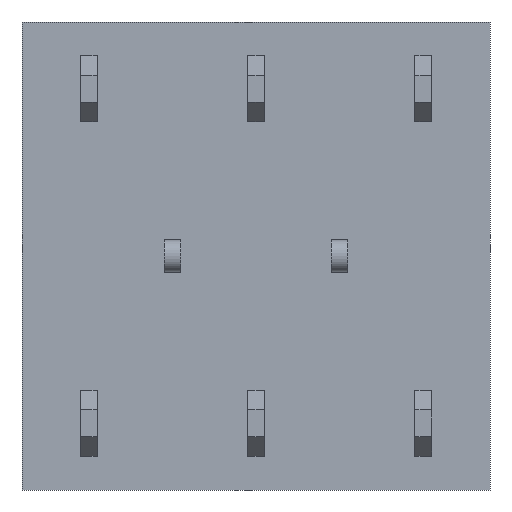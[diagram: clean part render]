
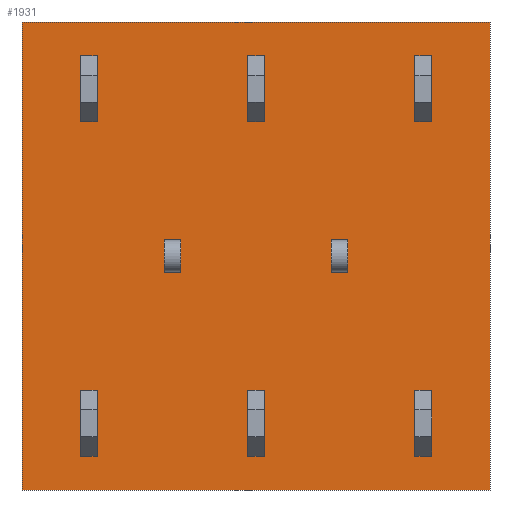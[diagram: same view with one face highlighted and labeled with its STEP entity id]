
A CAD part, front view. The second image highlights one B-rep face of the part: STEP entity #1931.
In plain terms, the highlighted planar face has unit normal (0, -1, 0).
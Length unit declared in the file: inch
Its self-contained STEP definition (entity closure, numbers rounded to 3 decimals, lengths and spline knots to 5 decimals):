
#16=FACE_BOUND('',#191,.T.);
#17=FACE_BOUND('',#192,.T.);
#18=FACE_BOUND('',#193,.T.);
#19=FACE_BOUND('',#194,.T.);
#20=FACE_BOUND('',#195,.T.);
#21=FACE_BOUND('',#196,.T.);
#22=FACE_BOUND('',#197,.T.);
#23=FACE_BOUND('',#198,.T.);
#92=FACE_OUTER_BOUND('',#190,.T.);
#190=EDGE_LOOP('',(#1278,#1279,#1280,#1281));
#191=EDGE_LOOP('',(#1282,#1283,#1284,#1285));
#192=EDGE_LOOP('',(#1286,#1287,#1288,#1289));
#193=EDGE_LOOP('',(#1290,#1291,#1292,#1293));
#194=EDGE_LOOP('',(#1294,#1295,#1296,#1297));
#195=EDGE_LOOP('',(#1298,#1299,#1300,#1301));
#196=EDGE_LOOP('',(#1302,#1303,#1304,#1305));
#197=EDGE_LOOP('',(#1306,#1307,#1308,#1309));
#198=EDGE_LOOP('',(#1310,#1311,#1312,#1313));
#294=LINE('',#2637,#530);
#298=LINE('',#2646,#534);
#309=LINE('',#2670,#545);
#314=LINE('',#2680,#550);
#331=LINE('',#2715,#567);
#332=LINE('',#2718,#568);
#333=LINE('',#2720,#569);
#334=LINE('',#2721,#570);
#335=LINE('',#2724,#571);
#336=LINE('',#2726,#572);
#337=LINE('',#2728,#573);
#338=LINE('',#2729,#574);
#339=LINE('',#2732,#575);
#340=LINE('',#2734,#576);
#341=LINE('',#2736,#577);
#342=LINE('',#2737,#578);
#343=LINE('',#2740,#579);
#344=LINE('',#2742,#580);
#345=LINE('',#2744,#581);
#346=LINE('',#2745,#582);
#347=LINE('',#2748,#583);
#348=LINE('',#2750,#584);
#349=LINE('',#2752,#585);
#350=LINE('',#2753,#586);
#351=LINE('',#2756,#587);
#352=LINE('',#2758,#588);
#353=LINE('',#2760,#589);
#354=LINE('',#2761,#590);
#355=LINE('',#2764,#591);
#356=LINE('',#2766,#592);
#357=LINE('',#2768,#593);
#358=LINE('',#2769,#594);
#359=LINE('',#2772,#595);
#360=LINE('',#2774,#596);
#361=LINE('',#2776,#597);
#362=LINE('',#2777,#598);
#530=VECTOR('',#2147,0.56);
#534=VECTOR('',#2153,0.039);
#545=VECTOR('',#2168,0.02);
#550=VECTOR('',#2177,0.039);
#567=VECTOR('',#2214,0.02);
#568=VECTOR('',#2217,0.56);
#569=VECTOR('',#2218,0.56);
#570=VECTOR('',#2219,0.56);
#571=VECTOR('',#2220,0.02);
#572=VECTOR('',#2221,0.039);
#573=VECTOR('',#2222,0.02);
#574=VECTOR('',#2223,0.039);
#575=VECTOR('',#2224,0.02);
#576=VECTOR('',#2225,0.079);
#577=VECTOR('',#2226,0.02);
#578=VECTOR('',#2227,0.079);
#579=VECTOR('',#2228,0.02);
#580=VECTOR('',#2229,0.079);
#581=VECTOR('',#2230,0.02);
#582=VECTOR('',#2231,0.079);
#583=VECTOR('',#2232,0.02);
#584=VECTOR('',#2233,0.079);
#585=VECTOR('',#2234,0.02);
#586=VECTOR('',#2235,0.079);
#587=VECTOR('',#2236,0.02);
#588=VECTOR('',#2237,0.079);
#589=VECTOR('',#2238,0.02);
#590=VECTOR('',#2239,0.079);
#591=VECTOR('',#2240,0.02);
#592=VECTOR('',#2241,0.079);
#593=VECTOR('',#2242,0.02);
#594=VECTOR('',#2243,0.079);
#595=VECTOR('',#2244,0.02);
#596=VECTOR('',#2245,0.079);
#597=VECTOR('',#2246,0.02);
#598=VECTOR('',#2247,0.079);
#766=VERTEX_POINT('',#2635);
#767=VERTEX_POINT('',#2636);
#770=VERTEX_POINT('',#2644);
#771=VERTEX_POINT('',#2645);
#782=VERTEX_POINT('',#2669);
#785=VERTEX_POINT('',#2679);
#794=VERTEX_POINT('',#2717);
#795=VERTEX_POINT('',#2719);
#796=VERTEX_POINT('',#2722);
#797=VERTEX_POINT('',#2723);
#798=VERTEX_POINT('',#2725);
#799=VERTEX_POINT('',#2727);
#800=VERTEX_POINT('',#2730);
#801=VERTEX_POINT('',#2731);
#802=VERTEX_POINT('',#2733);
#803=VERTEX_POINT('',#2735);
#804=VERTEX_POINT('',#2738);
#805=VERTEX_POINT('',#2739);
#806=VERTEX_POINT('',#2741);
#807=VERTEX_POINT('',#2743);
#808=VERTEX_POINT('',#2746);
#809=VERTEX_POINT('',#2747);
#810=VERTEX_POINT('',#2749);
#811=VERTEX_POINT('',#2751);
#812=VERTEX_POINT('',#2754);
#813=VERTEX_POINT('',#2755);
#814=VERTEX_POINT('',#2757);
#815=VERTEX_POINT('',#2759);
#816=VERTEX_POINT('',#2762);
#817=VERTEX_POINT('',#2763);
#818=VERTEX_POINT('',#2765);
#819=VERTEX_POINT('',#2767);
#820=VERTEX_POINT('',#2770);
#821=VERTEX_POINT('',#2771);
#822=VERTEX_POINT('',#2773);
#823=VERTEX_POINT('',#2775);
#942=EDGE_CURVE('',#766,#767,#294,.T.);
#946=EDGE_CURVE('',#770,#771,#298,.T.);
#958=EDGE_CURVE('',#770,#782,#309,.T.);
#963=EDGE_CURVE('',#782,#785,#314,.T.);
#981=EDGE_CURVE('',#785,#771,#331,.T.);
#982=EDGE_CURVE('',#794,#766,#332,.T.);
#983=EDGE_CURVE('',#795,#794,#333,.T.);
#984=EDGE_CURVE('',#767,#795,#334,.T.);
#985=EDGE_CURVE('',#796,#797,#335,.T.);
#986=EDGE_CURVE('',#796,#798,#336,.T.);
#987=EDGE_CURVE('',#799,#798,#337,.T.);
#988=EDGE_CURVE('',#797,#799,#338,.T.);
#989=EDGE_CURVE('',#800,#801,#339,.T.);
#990=EDGE_CURVE('',#800,#802,#340,.T.);
#991=EDGE_CURVE('',#803,#802,#341,.T.);
#992=EDGE_CURVE('',#801,#803,#342,.T.);
#993=EDGE_CURVE('',#804,#805,#343,.T.);
#994=EDGE_CURVE('',#804,#806,#344,.T.);
#995=EDGE_CURVE('',#807,#806,#345,.T.);
#996=EDGE_CURVE('',#805,#807,#346,.T.);
#997=EDGE_CURVE('',#808,#809,#347,.T.);
#998=EDGE_CURVE('',#808,#810,#348,.T.);
#999=EDGE_CURVE('',#811,#810,#349,.T.);
#1000=EDGE_CURVE('',#809,#811,#350,.T.);
#1001=EDGE_CURVE('',#812,#813,#351,.T.);
#1002=EDGE_CURVE('',#812,#814,#352,.T.);
#1003=EDGE_CURVE('',#815,#814,#353,.T.);
#1004=EDGE_CURVE('',#813,#815,#354,.T.);
#1005=EDGE_CURVE('',#816,#817,#355,.T.);
#1006=EDGE_CURVE('',#816,#818,#356,.T.);
#1007=EDGE_CURVE('',#819,#818,#357,.T.);
#1008=EDGE_CURVE('',#817,#819,#358,.T.);
#1009=EDGE_CURVE('',#820,#821,#359,.T.);
#1010=EDGE_CURVE('',#820,#822,#360,.T.);
#1011=EDGE_CURVE('',#823,#822,#361,.T.);
#1012=EDGE_CURVE('',#821,#823,#362,.T.);
#1278=ORIENTED_EDGE('',*,*,#942,.F.);
#1279=ORIENTED_EDGE('',*,*,#982,.F.);
#1280=ORIENTED_EDGE('',*,*,#983,.F.);
#1281=ORIENTED_EDGE('',*,*,#984,.F.);
#1282=ORIENTED_EDGE('',*,*,#958,.F.);
#1283=ORIENTED_EDGE('',*,*,#946,.T.);
#1284=ORIENTED_EDGE('',*,*,#981,.F.);
#1285=ORIENTED_EDGE('',*,*,#963,.F.);
#1286=ORIENTED_EDGE('',*,*,#985,.F.);
#1287=ORIENTED_EDGE('',*,*,#986,.T.);
#1288=ORIENTED_EDGE('',*,*,#987,.F.);
#1289=ORIENTED_EDGE('',*,*,#988,.F.);
#1290=ORIENTED_EDGE('',*,*,#989,.F.);
#1291=ORIENTED_EDGE('',*,*,#990,.T.);
#1292=ORIENTED_EDGE('',*,*,#991,.F.);
#1293=ORIENTED_EDGE('',*,*,#992,.F.);
#1294=ORIENTED_EDGE('',*,*,#993,.F.);
#1295=ORIENTED_EDGE('',*,*,#994,.T.);
#1296=ORIENTED_EDGE('',*,*,#995,.F.);
#1297=ORIENTED_EDGE('',*,*,#996,.F.);
#1298=ORIENTED_EDGE('',*,*,#997,.F.);
#1299=ORIENTED_EDGE('',*,*,#998,.T.);
#1300=ORIENTED_EDGE('',*,*,#999,.F.);
#1301=ORIENTED_EDGE('',*,*,#1000,.F.);
#1302=ORIENTED_EDGE('',*,*,#1001,.F.);
#1303=ORIENTED_EDGE('',*,*,#1002,.T.);
#1304=ORIENTED_EDGE('',*,*,#1003,.F.);
#1305=ORIENTED_EDGE('',*,*,#1004,.F.);
#1306=ORIENTED_EDGE('',*,*,#1005,.F.);
#1307=ORIENTED_EDGE('',*,*,#1006,.T.);
#1308=ORIENTED_EDGE('',*,*,#1007,.F.);
#1309=ORIENTED_EDGE('',*,*,#1008,.F.);
#1310=ORIENTED_EDGE('',*,*,#1009,.F.);
#1311=ORIENTED_EDGE('',*,*,#1010,.T.);
#1312=ORIENTED_EDGE('',*,*,#1011,.F.);
#1313=ORIENTED_EDGE('',*,*,#1012,.F.);
#1747=PLANE('',#2033);
#1931=ADVANCED_FACE('',(#92,#16,#17,#18,#19,#20,#21,#22,#23),#1747,.F.);
#2033=AXIS2_PLACEMENT_3D('',#2716,#2215,#2216);
#2147=DIRECTION('',(-1.,0.,0.));
#2153=DIRECTION('',(0.,0.,-1.));
#2168=DIRECTION('',(-1.,0.,0.));
#2177=DIRECTION('',(0.,0.,-1.));
#2214=DIRECTION('',(1.,0.,0.));
#2215=DIRECTION('center_axis',(0.,1.,0.));
#2216=DIRECTION('ref_axis',(0.,0.,1.));
#2217=DIRECTION('',(0.,0.,-1.));
#2218=DIRECTION('',(1.,0.,0.));
#2219=DIRECTION('',(0.,0.,1.));
#2220=DIRECTION('',(-1.,0.,0.));
#2221=DIRECTION('',(0.,0.,-1.));
#2222=DIRECTION('',(1.,0.,0.));
#2223=DIRECTION('',(0.,0.,-1.));
#2224=DIRECTION('',(-1.,0.,0.));
#2225=DIRECTION('',(0.,0.,-1.));
#2226=DIRECTION('',(1.,0.,0.));
#2227=DIRECTION('',(0.,0.,-1.));
#2228=DIRECTION('',(-1.,0.,0.));
#2229=DIRECTION('',(0.,0.,-1.));
#2230=DIRECTION('',(1.,0.,0.));
#2231=DIRECTION('',(0.,0.,-1.));
#2232=DIRECTION('',(-1.,0.,0.));
#2233=DIRECTION('',(0.,0.,-1.));
#2234=DIRECTION('',(1.,0.,0.));
#2235=DIRECTION('',(0.,0.,-1.));
#2236=DIRECTION('',(-1.,0.,0.));
#2237=DIRECTION('',(0.,0.,-1.));
#2238=DIRECTION('',(1.,0.,0.));
#2239=DIRECTION('',(0.,0.,-1.));
#2240=DIRECTION('',(-1.,0.,0.));
#2241=DIRECTION('',(0.,0.,-1.));
#2242=DIRECTION('',(1.,0.,0.));
#2243=DIRECTION('',(0.,0.,-1.));
#2244=DIRECTION('',(-1.,0.,0.));
#2245=DIRECTION('',(0.,0.,-1.));
#2246=DIRECTION('',(1.,0.,0.));
#2247=DIRECTION('',(0.,0.,-1.));
#2635=CARTESIAN_POINT('',(0.28,0.,-0.28));
#2636=CARTESIAN_POINT('',(-0.28,0.,-0.28));
#2637=CARTESIAN_POINT('',(0.28,0.,-0.28));
#2644=CARTESIAN_POINT('',(-0.09,0.,0.0195));
#2645=CARTESIAN_POINT('',(-0.09,0.,-0.0195));
#2646=CARTESIAN_POINT('',(-0.09,0.,0.));
#2669=CARTESIAN_POINT('',(-0.11,0.,0.0195));
#2670=CARTESIAN_POINT('',(0.,0.,0.0195));
#2679=CARTESIAN_POINT('',(-0.11,0.,-0.0195));
#2680=CARTESIAN_POINT('',(-0.11,0.,0.));
#2715=CARTESIAN_POINT('',(0.,0.,-0.0195));
#2716=CARTESIAN_POINT('Origin',(0.,0.,0.));
#2717=CARTESIAN_POINT('',(0.28,0.,0.28));
#2718=CARTESIAN_POINT('',(0.28,0.,0.28));
#2719=CARTESIAN_POINT('',(-0.28,0.,0.28));
#2720=CARTESIAN_POINT('',(-0.28,0.,0.28));
#2721=CARTESIAN_POINT('',(-0.28,0.,-0.28));
#2722=CARTESIAN_POINT('',(0.11,0.,0.0195));
#2723=CARTESIAN_POINT('',(0.09,0.,0.0195));
#2724=CARTESIAN_POINT('',(0.,0.,0.0195));
#2725=CARTESIAN_POINT('',(0.11,0.,-0.0195));
#2726=CARTESIAN_POINT('',(0.11,0.,0.));
#2727=CARTESIAN_POINT('',(0.09,0.,-0.0195));
#2728=CARTESIAN_POINT('',(0.,0.,-0.0195));
#2729=CARTESIAN_POINT('',(0.09,0.,0.));
#2730=CARTESIAN_POINT('',(0.21,0.,-0.1605));
#2731=CARTESIAN_POINT('',(0.19,0.,-0.1605));
#2732=CARTESIAN_POINT('',(0.,0.,-0.1605));
#2733=CARTESIAN_POINT('',(0.21,0.,-0.2395));
#2734=CARTESIAN_POINT('',(0.21,0.,0.));
#2735=CARTESIAN_POINT('',(0.19,0.,-0.2395));
#2736=CARTESIAN_POINT('',(0.,0.,-0.2395));
#2737=CARTESIAN_POINT('',(0.19,0.,0.));
#2738=CARTESIAN_POINT('',(0.21,0.,0.2395));
#2739=CARTESIAN_POINT('',(0.19,0.,0.2395));
#2740=CARTESIAN_POINT('',(0.,0.,0.2395));
#2741=CARTESIAN_POINT('',(0.21,0.,0.1605));
#2742=CARTESIAN_POINT('',(0.21,0.,0.));
#2743=CARTESIAN_POINT('',(0.19,0.,0.1605));
#2744=CARTESIAN_POINT('',(0.,0.,0.1605));
#2745=CARTESIAN_POINT('',(0.19,0.,0.));
#2746=CARTESIAN_POINT('',(0.01,0.,-0.1605));
#2747=CARTESIAN_POINT('',(-0.01,0.,-0.1605));
#2748=CARTESIAN_POINT('',(0.,0.,-0.1605));
#2749=CARTESIAN_POINT('',(0.01,0.,-0.2395));
#2750=CARTESIAN_POINT('',(0.01,0.,0.));
#2751=CARTESIAN_POINT('',(-0.01,0.,-0.2395));
#2752=CARTESIAN_POINT('',(0.,0.,-0.2395));
#2753=CARTESIAN_POINT('',(-0.01,0.,0.));
#2754=CARTESIAN_POINT('',(0.01,0.,0.2395));
#2755=CARTESIAN_POINT('',(-0.01,0.,0.2395));
#2756=CARTESIAN_POINT('',(0.,0.,0.2395));
#2757=CARTESIAN_POINT('',(0.01,0.,0.1605));
#2758=CARTESIAN_POINT('',(0.01,0.,0.));
#2759=CARTESIAN_POINT('',(-0.01,0.,0.1605));
#2760=CARTESIAN_POINT('',(0.,0.,0.1605));
#2761=CARTESIAN_POINT('',(-0.01,0.,0.));
#2762=CARTESIAN_POINT('',(-0.19,0.,-0.1605));
#2763=CARTESIAN_POINT('',(-0.21,0.,-0.1605));
#2764=CARTESIAN_POINT('',(0.,0.,-0.1605));
#2765=CARTESIAN_POINT('',(-0.19,0.,-0.2395));
#2766=CARTESIAN_POINT('',(-0.19,0.,0.));
#2767=CARTESIAN_POINT('',(-0.21,0.,-0.2395));
#2768=CARTESIAN_POINT('',(0.,0.,-0.2395));
#2769=CARTESIAN_POINT('',(-0.21,0.,0.));
#2770=CARTESIAN_POINT('',(-0.19,0.,0.2395));
#2771=CARTESIAN_POINT('',(-0.21,0.,0.2395));
#2772=CARTESIAN_POINT('',(0.,0.,0.2395));
#2773=CARTESIAN_POINT('',(-0.19,0.,0.1605));
#2774=CARTESIAN_POINT('',(-0.19,0.,0.));
#2775=CARTESIAN_POINT('',(-0.21,0.,0.1605));
#2776=CARTESIAN_POINT('',(0.,0.,0.1605));
#2777=CARTESIAN_POINT('',(-0.21,0.,0.));
